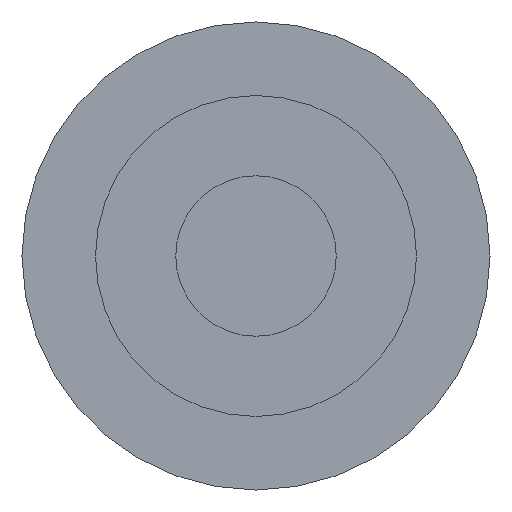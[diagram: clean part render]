
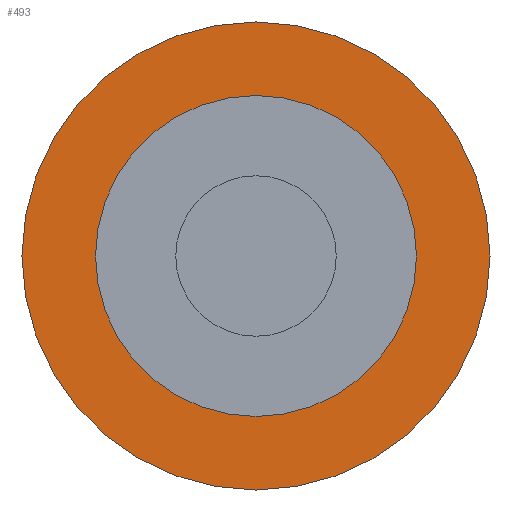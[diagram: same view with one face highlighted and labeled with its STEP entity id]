
A CAD part, front view. The second image highlights one B-rep face of the part: STEP entity #493.
In plain terms, the highlighted planar face has unit normal (0, -1, 0).
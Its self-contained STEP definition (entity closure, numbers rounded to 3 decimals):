
#85=FACE_BOUND('',#174,.T.);
#121=FACE_OUTER_BOUND('',#173,.T.);
#173=EDGE_LOOP('',(#429));
#174=EDGE_LOOP('',(#430));
#215=CIRCLE('',#578,3.5);
#218=CIRCLE('',#583,2.4);
#256=VERTEX_POINT('',#910);
#258=VERTEX_POINT('',#945);
#313=EDGE_CURVE('',#256,#256,#215,.T.);
#316=EDGE_CURVE('',#258,#258,#218,.T.);
#429=ORIENTED_EDGE('',*,*,#313,.F.);
#430=ORIENTED_EDGE('',*,*,#316,.T.);
#457=PLANE('',#582);
#493=ADVANCED_FACE('',(#121,#85),#457,.F.);
#578=AXIS2_PLACEMENT_3D('',#912,#741,#742);
#582=AXIS2_PLACEMENT_3D('',#944,#749,#750);
#583=AXIS2_PLACEMENT_3D('',#946,#751,#752);
#741=DIRECTION('center_axis',(0.,1.,0.));
#742=DIRECTION('ref_axis',(-1.,0.,0.));
#749=DIRECTION('center_axis',(0.,1.,0.));
#750=DIRECTION('ref_axis',(-1.,0.,0.));
#751=DIRECTION('center_axis',(0.,1.,0.));
#752=DIRECTION('ref_axis',(-1.,0.,0.));
#910=CARTESIAN_POINT('',(3.5,14.7,0.));
#912=CARTESIAN_POINT('Origin',(0.,14.7,0.));
#944=CARTESIAN_POINT('Origin',(0.,14.7,0.));
#945=CARTESIAN_POINT('',(-2.4,14.7,0.));
#946=CARTESIAN_POINT('Origin',(0.,14.7,0.));
